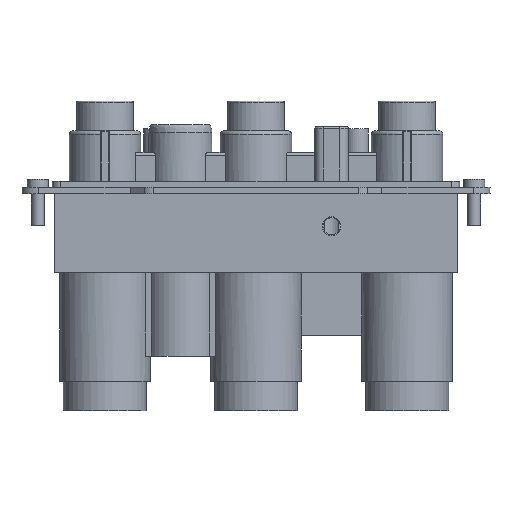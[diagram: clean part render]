
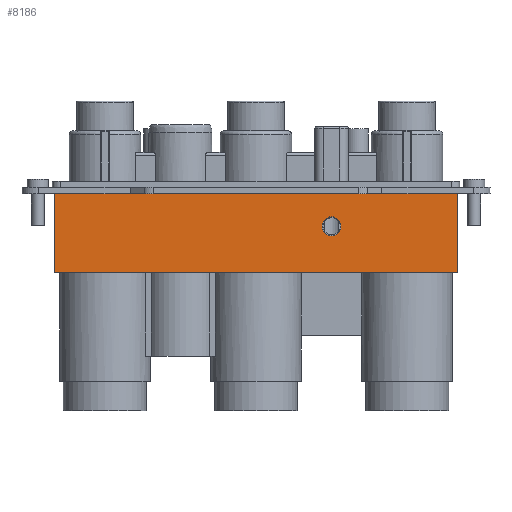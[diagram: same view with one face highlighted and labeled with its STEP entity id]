
A CAD part, top view. The second image highlights one B-rep face of the part: STEP entity #8186.
In plain terms, the highlighted planar face has unit normal (0, 0, 1).
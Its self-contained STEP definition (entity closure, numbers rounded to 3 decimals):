
#465=DIRECTION('',(1.,0.,0.));
#466=VECTOR('',#465,96.);
#467=CARTESIAN_POINT('',(-48.,-16.3,13.6));
#468=LINE('',#467,#466);
#469=DIRECTION('',(0.,1.,0.));
#470=VECTOR('',#469,18.7);
#471=CARTESIAN_POINT('',(-48.,-35.,13.6));
#472=LINE('',#471,#470);
#473=CARTESIAN_POINT('',(18.,-24.05,13.6));
#474=DIRECTION('',(0.,0.,1.));
#475=DIRECTION('',(1.,0.,0.));
#476=AXIS2_PLACEMENT_3D('',#473,#474,#475);
#478=CARTESIAN_POINT('',(18.,-24.05,13.6));
#479=DIRECTION('',(0.,0.,1.));
#480=DIRECTION('',(-1.,0.,0.));
#481=AXIS2_PLACEMENT_3D('',#478,#479,#480);
#487=DIRECTION('',(0.,1.,0.));
#488=VECTOR('',#487,18.7);
#489=CARTESIAN_POINT('',(48.,-35.,13.6));
#490=LINE('',#489,#488);
#965=DIRECTION('',(1.,0.,0.));
#966=VECTOR('',#965,96.);
#967=CARTESIAN_POINT('',(-48.,-35.,13.6));
#968=LINE('',#967,#966);
#6052=CARTESIAN_POINT('',(-48.,-16.3,13.6));
#6054=VERTEX_POINT('',#6052);
#6057=CARTESIAN_POINT('',(48.,-16.3,13.6));
#6058=VERTEX_POINT('',#6057);
#6099=CARTESIAN_POINT('',(-48.,-35.,13.6));
#6100=VERTEX_POINT('',#6099);
#6103=CARTESIAN_POINT('',(48.,-35.,13.6));
#6104=VERTEX_POINT('',#6103);
#6105=CARTESIAN_POINT('',(20.25,-24.05,13.6));
#6106=CARTESIAN_POINT('',(15.75,-24.05,13.6));
#6107=VERTEX_POINT('',#6105);
#6108=VERTEX_POINT('',#6106);
#8167=CARTESIAN_POINT('',(48.,-16.3,13.6));
#8168=DIRECTION('',(0.,0.,1.));
#8169=DIRECTION('',(-1.,0.,0.));
#8170=AXIS2_PLACEMENT_3D('',#8167,#8168,#8169);
#8171=PLANE('',#8170);
#8172=ORIENTED_EDGE('',*,*,#7853,.T.);
#8174=ORIENTED_EDGE('',*,*,#8173,.F.);
#8176=ORIENTED_EDGE('',*,*,#8175,.F.);
#8177=ORIENTED_EDGE('',*,*,#8158,.T.);
#8178=EDGE_LOOP('',(#8172,#8174,#8176,#8177));
#8179=FACE_OUTER_BOUND('',#8178,.F.);
#8181=ORIENTED_EDGE('',*,*,#8180,.T.);
#8183=ORIENTED_EDGE('',*,*,#8182,.T.);
#8184=EDGE_LOOP('',(#8181,#8183));
#8185=FACE_BOUND('',#8184,.F.);
#8186=ADVANCED_FACE('',(#8179,#8185),#8171,.T.);
#477=CIRCLE('',#476,2.25);
#482=CIRCLE('',#481,2.25);
#7853=EDGE_CURVE('',#6054,#6058,#468,.T.);
#8158=EDGE_CURVE('',#6100,#6054,#472,.T.);
#8173=EDGE_CURVE('',#6104,#6058,#490,.T.);
#8175=EDGE_CURVE('',#6100,#6104,#968,.T.);
#8180=EDGE_CURVE('',#6107,#6108,#477,.T.);
#8182=EDGE_CURVE('',#6108,#6107,#482,.T.);
